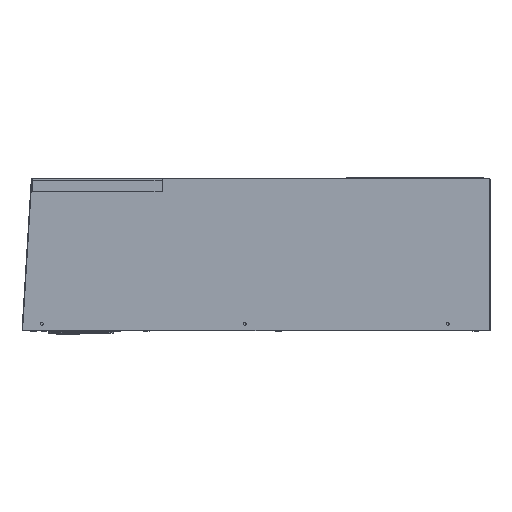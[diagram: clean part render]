
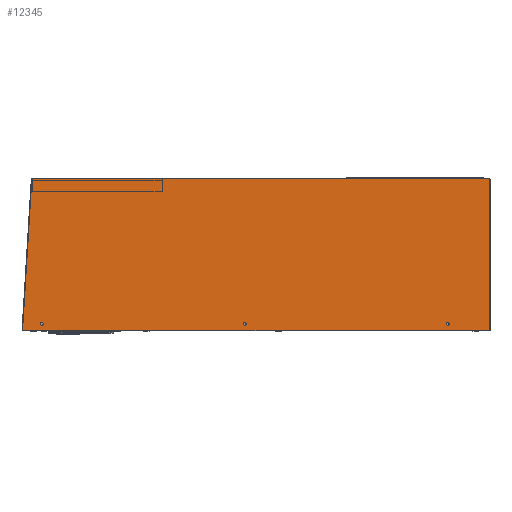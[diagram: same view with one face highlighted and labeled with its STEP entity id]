
A CAD part, left-side view. The second image highlights one B-rep face of the part: STEP entity #12345.
In plain terms, the highlighted face is planar.
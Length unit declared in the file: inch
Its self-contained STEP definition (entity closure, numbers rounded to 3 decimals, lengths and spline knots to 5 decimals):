
#2695 = EDGE_CURVE ( 'NONE', #16288, #49433, #67558, .T. ) ;
#2869 = EDGE_CURVE ( 'NONE', #65300, #65300, #47365, .T. ) ;
#3366 = ORIENTED_EDGE ( 'NONE', *, *, #26197, .F. ) ;
#3692 = CARTESIAN_POINT ( 'NONE',  ( 0., 31.95804, -10.55136 ) ) ;
#5582 = CARTESIAN_POINT ( 'NONE',  ( 0., 2.95276, -0.37402 ) ) ;
#6010 = VECTOR ( 'NONE', #12252, 39.37008 ) ;
#6765 = DIRECTION ( 'NONE',  ( 0., 0., 1. ) ) ;
#8847 = FACE_BOUND ( 'NONE', #29740, .T. ) ;
#9230 = FACE_BOUND ( 'NONE', #22533, .T. ) ;
#10740 = AXIS2_PLACEMENT_3D ( 'NONE', #24693, #25470, #55525 ) ;
#12252 = DIRECTION ( 'NONE',  ( 0., -0.061, -0.998 ) ) ;
#12345 = ADVANCED_FACE ( 'NONE', ( #21499, #9230, #8847, #46785 ), #70507, .F. ) ;
#12821 = EDGE_CURVE ( 'NONE', #49433, #17244, #57356, .T. ) ;
#15239 = VERTEX_POINT ( 'NONE', #63467 ) ;
#16288 = VERTEX_POINT ( 'NONE', #42408 ) ;
#16482 = VECTOR ( 'NONE', #52203, 39.37008 ) ;
#17244 = VERTEX_POINT ( 'NONE', #36966 ) ;
#17438 = LINE ( 'NONE', #35994, #6010 ) ;
#20242 = AXIS2_PLACEMENT_3D ( 'NONE', #3692, #40484, #27414 ) ;
#20725 = DIRECTION ( 'NONE',  ( 0., -1., 0. ) ) ;
#21446 = LINE ( 'NONE', #44781, #33819 ) ;
#21499 = FACE_BOUND ( 'NONE', #37016, .T. ) ;
#22533 = EDGE_LOOP ( 'NONE', ( #46009 ) ) ;
#22588 = CARTESIAN_POINT ( 'NONE',  ( 0., 17.12598, -0.47244 ) ) ;
#24693 = CARTESIAN_POINT ( 'NONE',  ( 0., 0.07874, -10.55118 ) ) ;
#25470 = DIRECTION ( 'NONE',  ( -1., 0., 0. ) ) ;
#26148 = DIRECTION ( 'NONE',  ( 0., 0., 1. ) ) ;
#26197 = EDGE_CURVE ( 'NONE', #44990, #66180, #17438, .T. ) ;
#27414 = DIRECTION ( 'NONE',  ( 0., 0., 1. ) ) ;
#27457 = AXIS2_PLACEMENT_3D ( 'NONE', #22588, #34439, #37573 ) ;
#28894 = CARTESIAN_POINT ( 'NONE',  ( 0., 2.95276, -0.47244 ) ) ;
#29740 = EDGE_LOOP ( 'NONE', ( #55439 ) ) ;
#29876 = ORIENTED_EDGE ( 'NONE', *, *, #64011, .F. ) ;
#31018 = ORIENTED_EDGE ( 'NONE', *, *, #41229, .T. ) ;
#31629 = EDGE_CURVE ( 'NONE', #58722, #16288, #31811, .T. ) ;
#31811 = LINE ( 'NONE', #44087, #73365 ) ;
#32044 = VERTEX_POINT ( 'NONE', #36807 ) ;
#33284 = CIRCLE ( 'NONE', #49696, 0.07874 ) ;
#33819 = VECTOR ( 'NONE', #63360, 39.37008 ) ;
#34439 = DIRECTION ( 'NONE',  ( -1., 0., 0. ) ) ;
#34838 = CARTESIAN_POINT ( 'NONE',  ( 0., 0., -10.55118 ) ) ;
#35994 = CARTESIAN_POINT ( 'NONE',  ( 0., 32.03663, -10.55616 ) ) ;
#36306 = CARTESIAN_POINT ( 'NONE',  ( 0., 32.03663, -10.55616 ) ) ;
#36807 = CARTESIAN_POINT ( 'NONE',  ( 0., 31.29921, -0.37402 ) ) ;
#36966 = CARTESIAN_POINT ( 'NONE',  ( 0., 0., 0. ) ) ;
#37016 = EDGE_LOOP ( 'NONE', ( #31018 ) ) ;
#37573 = DIRECTION ( 'NONE',  ( 0., 0., 1. ) ) ;
#39593 = CARTESIAN_POINT ( 'NONE',  ( 0., 0., 0. ) ) ;
#40484 = DIRECTION ( 'NONE',  ( -1., 0., 0. ) ) ;
#41229 = EDGE_CURVE ( 'NONE', #32044, #32044, #59885, .T. ) ;
#42277 = CARTESIAN_POINT ( 'NONE',  ( 0., 31.95804, -10.6301 ) ) ;
#42408 = CARTESIAN_POINT ( 'NONE',  ( 0., 0.07874, -10.62992 ) ) ;
#44087 = CARTESIAN_POINT ( 'NONE',  ( 0., 0.07874, -10.62992 ) ) ;
#44781 = CARTESIAN_POINT ( 'NONE',  ( 0., 0., 0. ) ) ;
#44990 = VERTEX_POINT ( 'NONE', #71154 ) ;
#46009 = ORIENTED_EDGE ( 'NONE', *, *, #70299, .T. ) ;
#46309 = DIRECTION ( 'NONE',  ( 0., 0., 1. ) ) ;
#46785 = FACE_OUTER_BOUND ( 'NONE', #64705, .T. ) ;
#47365 = CIRCLE ( 'NONE', #77638, 0.09843 ) ;
#48519 = ORIENTED_EDGE ( 'NONE', *, *, #12821, .F. ) ;
#49433 = VERTEX_POINT ( 'NONE', #34838 ) ;
#49696 = AXIS2_PLACEMENT_3D ( 'NONE', #56194, #67286, #26148 ) ;
#52203 = DIRECTION ( 'NONE',  ( 0., 0., 1. ) ) ;
#53003 = DIRECTION ( 'NONE',  ( -1., 0., 0. ) ) ;
#53437 = CARTESIAN_POINT ( 'NONE',  ( 0., 31.29921, -0.47244 ) ) ;
#53548 = AXIS2_PLACEMENT_3D ( 'NONE', #53437, #60556, #6765 ) ;
#55211 = CIRCLE ( 'NONE', #27457, 0.09843 ) ;
#55439 = ORIENTED_EDGE ( 'NONE', *, *, #2869, .T. ) ;
#55525 = DIRECTION ( 'NONE',  ( 0., 0., 1. ) ) ;
#56194 = CARTESIAN_POINT ( 'NONE',  ( 0., 31.95804, -10.55136 ) ) ;
#57356 = LINE ( 'NONE', #39593, #16482 ) ;
#58722 = VERTEX_POINT ( 'NONE', #42277 ) ;
#59461 = EDGE_CURVE ( 'NONE', #17244, #44990, #21446, .T. ) ;
#59885 = CIRCLE ( 'NONE', #53548, 0.09843 ) ;
#60556 = DIRECTION ( 'NONE',  ( -1., 0., 0. ) ) ;
#63360 = DIRECTION ( 'NONE',  ( 0., 1., 0. ) ) ;
#63467 = CARTESIAN_POINT ( 'NONE',  ( 0., 17.12598, -0.37402 ) ) ;
#64011 = EDGE_CURVE ( 'NONE', #66180, #58722, #33284, .T. ) ;
#64705 = EDGE_LOOP ( 'NONE', ( #73378, #48519, #67739, #72741, #29876, #3366 ) ) ;
#65300 = VERTEX_POINT ( 'NONE', #5582 ) ;
#66180 = VERTEX_POINT ( 'NONE', #36306 ) ;
#67286 = DIRECTION ( 'NONE',  ( -1., 0., 0. ) ) ;
#67558 = CIRCLE ( 'NONE', #10740, 0.07874 ) ;
#67739 = ORIENTED_EDGE ( 'NONE', *, *, #2695, .F. ) ;
#70299 = EDGE_CURVE ( 'NONE', #15239, #15239, #55211, .T. ) ;
#70507 = PLANE ( 'NONE',  #20242 ) ;
#71154 = CARTESIAN_POINT ( 'NONE',  ( 0., 32.68228, 0. ) ) ;
#72741 = ORIENTED_EDGE ( 'NONE', *, *, #31629, .F. ) ;
#73365 = VECTOR ( 'NONE', #20725, 39.37008 ) ;
#73378 = ORIENTED_EDGE ( 'NONE', *, *, #59461, .F. ) ;
#77638 = AXIS2_PLACEMENT_3D ( 'NONE', #28894, #53003, #46309 ) ;
